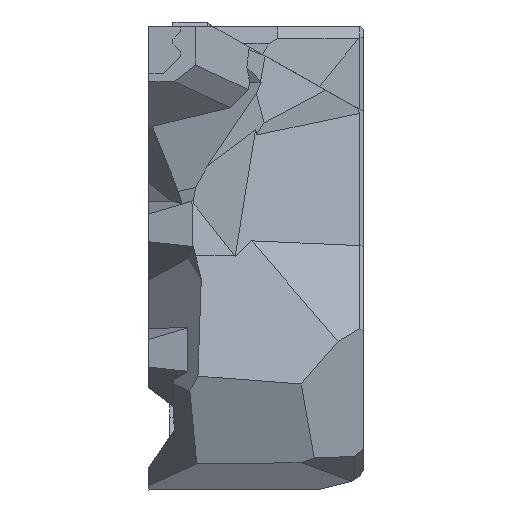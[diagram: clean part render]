
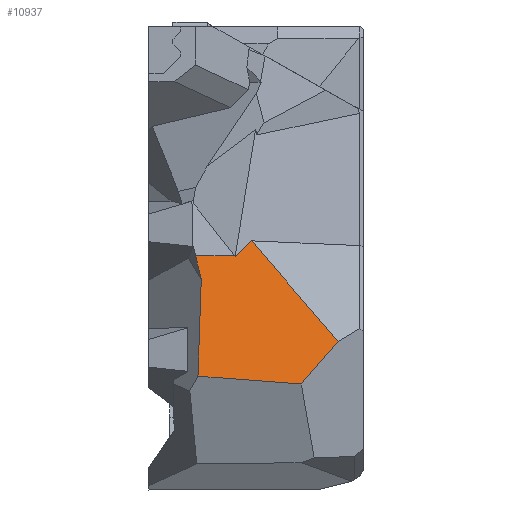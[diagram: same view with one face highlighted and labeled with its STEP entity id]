
A CAD part, left-side view. The second image highlights one B-rep face of the part: STEP entity #10937.
In plain terms, the highlighted planar face has unit normal (-0.966, 0, 0.261).
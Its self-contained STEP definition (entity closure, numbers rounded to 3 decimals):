
#857=LINE('',#24497,#1726);
#861=LINE('',#24504,#1730);
#871=LINE('',#24525,#1740);
#872=LINE('',#24527,#1741);
#873=LINE('',#24529,#1742);
#874=LINE('',#24531,#1743);
#875=LINE('',#24533,#1744);
#876=LINE('',#24534,#1745);
#1726=VECTOR('',#12854,10.);
#1730=VECTOR('',#12860,10.);
#1740=VECTOR('',#12882,10.);
#1741=VECTOR('',#12883,10.);
#1742=VECTOR('',#12884,10.);
#1743=VECTOR('',#12885,10.);
#1744=VECTOR('',#12886,10.);
#1745=VECTOR('',#12887,10.);
#2551=FACE_OUTER_BOUND('',#3160,.T.);
#3160=EDGE_LOOP('',(#8492,#8493,#8494,#8495,#8496,#8497,#8498,#8499));
#4746=VERTEX_POINT('',#24494);
#4747=VERTEX_POINT('',#24496);
#4749=VERTEX_POINT('',#24502);
#4754=VERTEX_POINT('',#24524);
#4755=VERTEX_POINT('',#24526);
#4756=VERTEX_POINT('',#24528);
#4757=VERTEX_POINT('',#24530);
#4758=VERTEX_POINT('',#24532);
#6131=EDGE_CURVE('',#4747,#4746,#857,.T.);
#6135=EDGE_CURVE('',#4749,#4746,#861,.T.);
#6145=EDGE_CURVE('',#4754,#4749,#871,.T.);
#6146=EDGE_CURVE('',#4754,#4755,#872,.F.);
#6147=EDGE_CURVE('',#4756,#4755,#873,.T.);
#6148=EDGE_CURVE('',#4757,#4756,#874,.T.);
#6149=EDGE_CURVE('',#4758,#4757,#875,.T.);
#6150=EDGE_CURVE('',#4747,#4758,#876,.T.);
#8492=ORIENTED_EDGE('',*,*,#6131,.T.);
#8493=ORIENTED_EDGE('',*,*,#6135,.F.);
#8494=ORIENTED_EDGE('',*,*,#6145,.F.);
#8495=ORIENTED_EDGE('',*,*,#6146,.T.);
#8496=ORIENTED_EDGE('',*,*,#6147,.F.);
#8497=ORIENTED_EDGE('',*,*,#6148,.F.);
#8498=ORIENTED_EDGE('',*,*,#6149,.F.);
#8499=ORIENTED_EDGE('',*,*,#6150,.F.);
#10533=PLANE('',#11531);
#10937=ADVANCED_FACE('',(#2551),#10533,.F.);
#11531=AXIS2_PLACEMENT_3D('',#24523,#12880,#12881);
#12854=DIRECTION('',(0.2,0.64,0.742));
#12860=DIRECTION('',(0.185,-0.705,0.685));
#12880=DIRECTION('center_axis',(0.965,0.,
-0.261));
#12881=DIRECTION('ref_axis',(-0.261,0.,-0.965));
#12882=DIRECTION('',(-0.21,-0.59,-0.779));
#12883=DIRECTION('',(0.,-1.,0.));
#12884=DIRECTION('',(0.254,0.23,0.94));
#12885=DIRECTION('',(0.26,-0.033,0.965));
#12886=DIRECTION('',(0.02,0.997,0.075));
#12887=DIRECTION('',(-0.2,0.64,-0.742));
#24494=CARTESIAN_POINT('',(-30.604,-13.131,34.17));
#24496=CARTESIAN_POINT('',(-34.062,-24.186,21.352));
#24497=CARTESIAN_POINT('',(-33.525,-22.468,23.344));
#24502=CARTESIAN_POINT('',(-31.151,-11.042,32.142));
#24504=CARTESIAN_POINT('',(-28.391,-21.577,42.369));
#24523=CARTESIAN_POINT('Origin',(-31.121,-27.5,32.254));
#24524=CARTESIAN_POINT('',(-31.121,-10.956,32.254));
#24525=CARTESIAN_POINT('',(-31.026,-10.692,32.604));
#24526=CARTESIAN_POINT('',(-31.121,-5.979,32.254));
#24527=CARTESIAN_POINT('',(-31.121,-27.5,32.254));
#24528=CARTESIAN_POINT('',(-31.929,-6.712,29.257));
#24529=CARTESIAN_POINT('',(-27.9,-3.061,44.189));
#24530=CARTESIAN_POINT('',(-35.265,-6.292,16.896));
#24531=CARTESIAN_POINT('',(-30.401,-6.905,34.919));
#24532=CARTESIAN_POINT('',(-35.534,-19.483,15.897));
#24533=CARTESIAN_POINT('',(-35.564,-20.969,15.785));
#24534=CARTESIAN_POINT('',(-34.793,-21.852,18.645));
